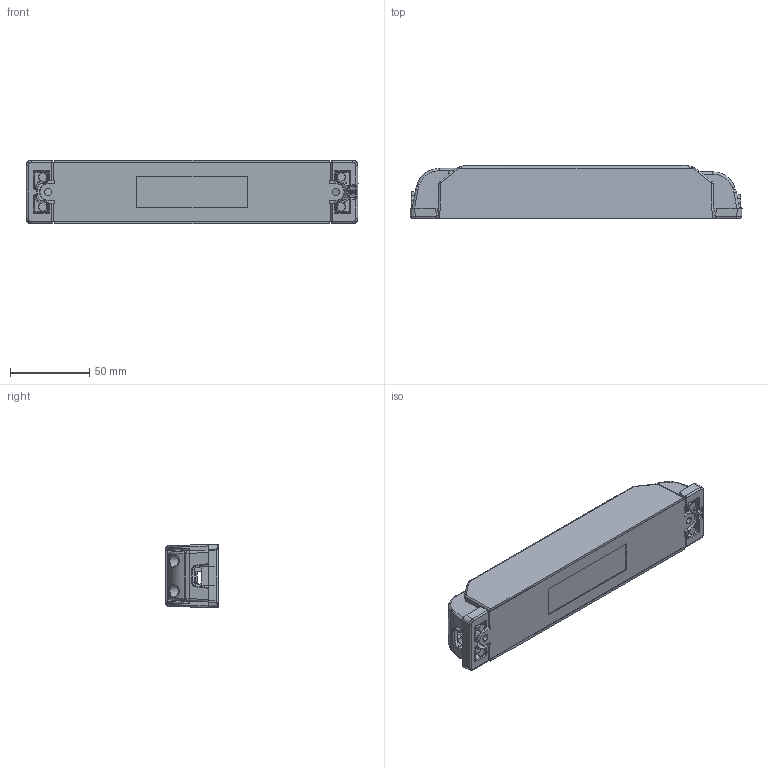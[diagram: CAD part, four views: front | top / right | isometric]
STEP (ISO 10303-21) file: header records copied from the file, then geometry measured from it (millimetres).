
FILE_DESCRIPTION (( 'STEP AP203' ), '1' );
FILE_NAME ('A8286-3D.STEP', '2021-09-28T06:33:42', ( 'm' ), ( 'N' ), 'SwSTEP 2.0', 'SolidWorks 2012', '' );
FILE_SCHEMA (( 'CONFIG_CONTROL_DESIGN' ));
Length unit declared in the file: millimetre
Products named in the file (1): A8286-3D
Bounding box: 210 x 33.5 x 40.45 mm (x, y, z)
Surface area: 42433.9 mm2 (no closed solid volume)
Topology: 0 solids, 11 shells, 510 faces, 1766 edges, 1204 vertices
Faces by surface type: plane 192, cylinder 149, bspline 137, cone 32
Entity records: 27537 total; most frequent: CARTESIAN_POINT 14277, ORIENTED_EDGE 2890, DIRECTION 2264, EDGE_CURVE 1754, VERTEX_POINT 1204, VECTOR 1016, LINE 1016, AXIS2_PLACEMENT_3D 624
